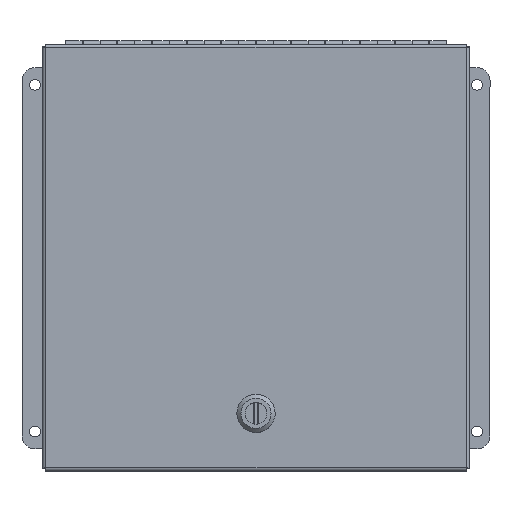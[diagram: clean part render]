
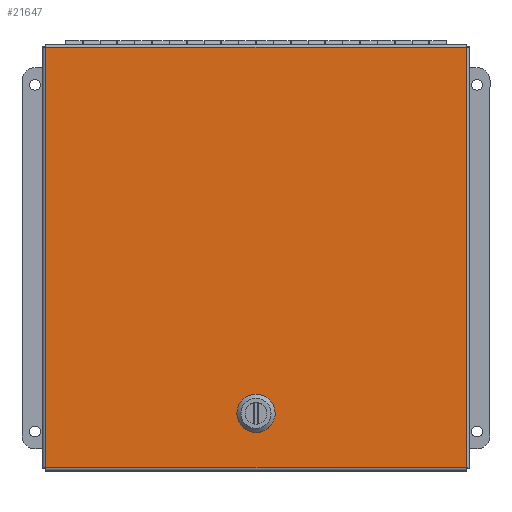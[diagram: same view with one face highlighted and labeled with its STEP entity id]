
A CAD part, top view. The second image highlights one B-rep face of the part: STEP entity #21647.
In plain terms, the highlighted planar face has unit normal (0, 0, 1).
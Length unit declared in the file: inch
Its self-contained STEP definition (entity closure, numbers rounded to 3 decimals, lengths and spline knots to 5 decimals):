
#415 = DIRECTION ( 'NONE',  ( 0., 0., -1. ) ) ;
#1316 = DIRECTION ( 'NONE',  ( 0., -1., 0. ) ) ;
#1372 = CARTESIAN_POINT ( 'NONE',  ( -2.20616, -6.0939, 3.3425 ) ) ;
#2191 = CARTESIAN_POINT ( 'NONE',  ( -8.06175, -8.06065, 3.3425 ) ) ;
#2724 = VECTOR ( 'NONE', #20917, 39.37008 ) ;
#3159 = CIRCLE ( 'NONE', #37958, 0.45 ) ;
#3277 = CARTESIAN_POINT ( 'NONE',  ( -2., -6.4939, 3.3425 ) ) ;
#3650 = CARTESIAN_POINT ( 'NONE',  ( -1.79384, -6.8939, 3.3425 ) ) ;
#4108 = CARTESIAN_POINT ( 'NONE',  ( -8.06175, -1.9989, 3.3425 ) ) ;
#4251 = CARTESIAN_POINT ( 'NONE',  ( -2., -1.9989, 3.3425 ) ) ;
#5122 = DIRECTION ( 'NONE',  ( 1., 0., 0. ) ) ;
#5153 = EDGE_CURVE ( 'NONE', #7856, #34717, #28618, .T. ) ;
#5400 = DIRECTION ( 'NONE',  ( 0., 0., -1. ) ) ;
#5680 = CARTESIAN_POINT ( 'NONE',  ( -2., -6.4939, 3.3425 ) ) ;
#5856 = EDGE_LOOP ( 'NONE', ( #20562, #11127, #7078, #23580 ) ) ;
#6039 = VERTEX_POINT ( 'NONE', #1372 ) ;
#6168 = LINE ( 'NONE', #11614, #23029 ) ;
#7078 = ORIENTED_EDGE ( 'NONE', *, *, #17712, .F. ) ;
#7434 = CARTESIAN_POINT ( 'NONE',  ( -1.6, -6.28774, 3.3425 ) ) ;
#7856 = VERTEX_POINT ( 'NONE', #22642 ) ;
#8075 = FACE_BOUND ( 'NONE', #19709, .T. ) ;
#8195 = VERTEX_POINT ( 'NONE', #7434 ) ;
#9140 = CARTESIAN_POINT ( 'NONE',  ( -2., -8.06065, 3.3425 ) ) ;
#9395 = VERTEX_POINT ( 'NONE', #2191 ) ;
#9820 = AXIS2_PLACEMENT_3D ( 'NONE', #3277, #415, #10473 ) ;
#10398 = VERTEX_POINT ( 'NONE', #17401 ) ;
#10473 = DIRECTION ( 'NONE',  ( 0., -1., 0. ) ) ;
#11127 = ORIENTED_EDGE ( 'NONE', *, *, #41873, .F. ) ;
#11251 = VERTEX_POINT ( 'NONE', #20989 ) ;
#11524 = AXIS2_PLACEMENT_3D ( 'NONE', #28734, #18666, #39471 ) ;
#11614 = CARTESIAN_POINT ( 'NONE',  ( -1.6, -6.28774, 3.3425 ) ) ;
#12349 = ORIENTED_EDGE ( 'NONE', *, *, #20524, .T. ) ;
#13382 = CARTESIAN_POINT ( 'NONE',  ( -2.4, -6.70006, 3.3425 ) ) ;
#14545 = DIRECTION ( 'NONE',  ( 0., 0., -1. ) ) ;
#14979 = ORIENTED_EDGE ( 'NONE', *, *, #27331, .T. ) ;
#15045 = VECTOR ( 'NONE', #29808, 39.37008 ) ;
#15549 = CARTESIAN_POINT ( 'NONE',  ( -2., 4.06285, 3.3425 ) ) ;
#15855 = EDGE_CURVE ( 'NONE', #6039, #18715, #20625, .T. ) ;
#15868 = LINE ( 'NONE', #15549, #36570 ) ;
#15954 = FACE_OUTER_BOUND ( 'NONE', #5856, .T. ) ;
#17023 = VERTEX_POINT ( 'NONE', #23781 ) ;
#17291 = VERTEX_POINT ( 'NONE', #21999 ) ;
#17401 = CARTESIAN_POINT ( 'NONE',  ( -1.6, -6.70006, 3.3425 ) ) ;
#17712 = EDGE_CURVE ( 'NONE', #9395, #17023, #21252, .T. ) ;
#18146 = CARTESIAN_POINT ( 'NONE',  ( 4.06175, -1.9989, 3.3425 ) ) ;
#18382 = VECTOR ( 'NONE', #39754, 39.37008 ) ;
#18478 = DIRECTION ( 'NONE',  ( 0., -1., 0. ) ) ;
#18666 = DIRECTION ( 'NONE',  ( 0., 0., -1. ) ) ;
#18715 = VERTEX_POINT ( 'NONE', #31475 ) ;
#19709 = EDGE_LOOP ( 'NONE', ( #32531, #25551, #12349, #14979, #20786, #39571, #39758, #27683 ) ) ;
#19778 = CIRCLE ( 'NONE', #9820, 0.45 ) ;
#19800 = DIRECTION ( 'NONE',  ( -1., 0., 0. ) ) ;
#20119 = AXIS2_PLACEMENT_3D ( 'NONE', #4251, #14545, #27865 ) ;
#20524 = EDGE_CURVE ( 'NONE', #8195, #10398, #6168, .T. ) ;
#20562 = ORIENTED_EDGE ( 'NONE', *, *, #5153, .F. ) ;
#20625 = LINE ( 'NONE', #25379, #28574 ) ;
#20786 = ORIENTED_EDGE ( 'NONE', *, *, #38287, .T. ) ;
#20917 = DIRECTION ( 'NONE',  ( 0., 1., 0. ) ) ;
#20989 = CARTESIAN_POINT ( 'NONE',  ( -2.20616, -6.8939, 3.3425 ) ) ;
#21252 = LINE ( 'NONE', #4108, #2724 ) ;
#21647 = ADVANCED_FACE ( 'NONE', ( #8075, #15954 ), #24458, .F. ) ;
#21999 = CARTESIAN_POINT ( 'NONE',  ( -2.4, -6.28774, 3.3425 ) ) ;
#22386 = CARTESIAN_POINT ( 'NONE',  ( 4.06175, -8.06065, 3.3425 ) ) ;
#22642 = CARTESIAN_POINT ( 'NONE',  ( 4.06175, 4.06285, 3.3425 ) ) ;
#23029 = VECTOR ( 'NONE', #42032, 39.37008 ) ;
#23580 = ORIENTED_EDGE ( 'NONE', *, *, #40718, .F. ) ;
#23781 = CARTESIAN_POINT ( 'NONE',  ( -8.06175, 4.06285, 3.3425 ) ) ;
#24458 = PLANE ( 'NONE',  #20119 ) ;
#24535 = EDGE_CURVE ( 'NONE', #17291, #6039, #37500, .T. ) ;
#24670 = EDGE_CURVE ( 'NONE', #33324, #17291, #36446, .T. ) ;
#25379 = CARTESIAN_POINT ( 'NONE',  ( -2.20616, -6.0939, 3.3425 ) ) ;
#25551 = ORIENTED_EDGE ( 'NONE', *, *, #33737, .T. ) ;
#25737 = DIRECTION ( 'NONE',  ( 0., -1., 0. ) ) ;
#26017 = CIRCLE ( 'NONE', #43372, 0.45 ) ;
#27331 = EDGE_CURVE ( 'NONE', #10398, #30063, #26017, .T. ) ;
#27683 = ORIENTED_EDGE ( 'NONE', *, *, #24535, .T. ) ;
#27865 = DIRECTION ( 'NONE',  ( 0., -1., 0. ) ) ;
#28574 = VECTOR ( 'NONE', #28937, 39.37008 ) ;
#28618 = LINE ( 'NONE', #18146, #30210 ) ;
#28734 = CARTESIAN_POINT ( 'NONE',  ( -2., -6.4939, 3.3425 ) ) ;
#28937 = DIRECTION ( 'NONE',  ( 1., 0., 0. ) ) ;
#29808 = DIRECTION ( 'NONE',  ( -1., 0., 0. ) ) ;
#30029 = CARTESIAN_POINT ( 'NONE',  ( -1.79384, -6.8939, 3.3425 ) ) ;
#30063 = VERTEX_POINT ( 'NONE', #3650 ) ;
#30210 = VECTOR ( 'NONE', #1316, 39.37008 ) ;
#31475 = CARTESIAN_POINT ( 'NONE',  ( -1.79384, -6.0939, 3.3425 ) ) ;
#32196 = CARTESIAN_POINT ( 'NONE',  ( -2., -6.4939, 3.3425 ) ) ;
#32531 = ORIENTED_EDGE ( 'NONE', *, *, #15855, .T. ) ;
#32564 = LINE ( 'NONE', #30029, #43155 ) ;
#32781 = CARTESIAN_POINT ( 'NONE',  ( -2.4, -6.70006, 3.3425 ) ) ;
#33324 = VERTEX_POINT ( 'NONE', #13382 ) ;
#33737 = EDGE_CURVE ( 'NONE', #18715, #8195, #3159, .T. ) ;
#34151 = LINE ( 'NONE', #9140, #15045 ) ;
#34717 = VERTEX_POINT ( 'NONE', #22386 ) ;
#36446 = LINE ( 'NONE', #32781, #18382 ) ;
#36570 = VECTOR ( 'NONE', #5122, 39.37008 ) ;
#37500 = CIRCLE ( 'NONE', #11524, 0.45 ) ;
#37958 = AXIS2_PLACEMENT_3D ( 'NONE', #32196, #43608, #18478 ) ;
#38287 = EDGE_CURVE ( 'NONE', #30063, #11251, #32564, .T. ) ;
#39471 = DIRECTION ( 'NONE',  ( 0., -1., 0. ) ) ;
#39571 = ORIENTED_EDGE ( 'NONE', *, *, #43614, .T. ) ;
#39754 = DIRECTION ( 'NONE',  ( 0., 1., 0. ) ) ;
#39758 = ORIENTED_EDGE ( 'NONE', *, *, #24670, .T. ) ;
#40718 = EDGE_CURVE ( 'NONE', #34717, #9395, #34151, .T. ) ;
#41873 = EDGE_CURVE ( 'NONE', #17023, #7856, #15868, .T. ) ;
#42032 = DIRECTION ( 'NONE',  ( 0., -1., 0. ) ) ;
#43155 = VECTOR ( 'NONE', #19800, 39.37008 ) ;
#43372 = AXIS2_PLACEMENT_3D ( 'NONE', #5680, #5400, #25737 ) ;
#43608 = DIRECTION ( 'NONE',  ( 0., 0., -1. ) ) ;
#43614 = EDGE_CURVE ( 'NONE', #11251, #33324, #19778, .T. ) ;
